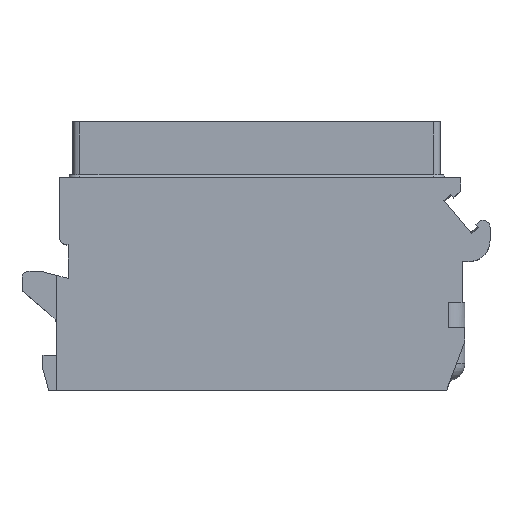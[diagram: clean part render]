
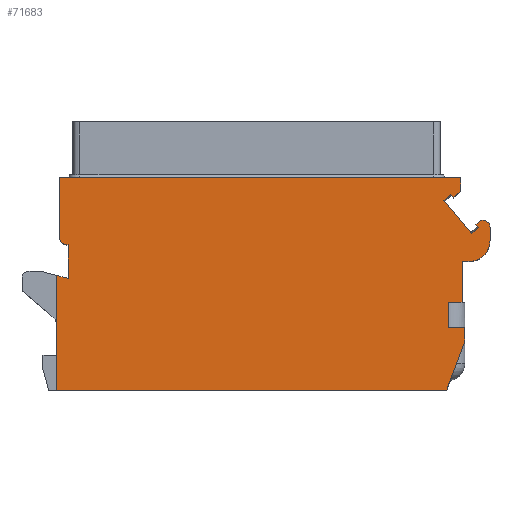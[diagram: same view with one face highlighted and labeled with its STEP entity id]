
A CAD part, top view. The second image highlights one B-rep face of the part: STEP entity #71683.
In plain terms, the highlighted planar face has unit normal (0, 0, 1).
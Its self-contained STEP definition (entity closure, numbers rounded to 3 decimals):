
#2636=DIRECTION('',(0.643,-0.766,0.));
#2637=VECTOR('',#2636,0.3);
#2638=CARTESIAN_POINT('',(15.698,11.873,7.));
#2639=LINE('',#2638,#2637);
#2640=DIRECTION('',(0.766,0.643,0.));
#2641=VECTOR('',#2640,0.236);
#2642=CARTESIAN_POINT('',(15.698,11.873,7.));
#2643=LINE('',#2642,#2641);
#2644=DIRECTION('',(0.,1.,0.));
#2645=VECTOR('',#2644,0.942);
#2646=CARTESIAN_POINT('',(16.7,10.7,7.));
#2647=LINE('',#2646,#2645);
#2648=DIRECTION('',(-1.,0.,0.));
#2649=VECTOR('',#2648,0.5);
#2650=CARTESIAN_POINT('',(15.2,9.2,7.));
#2651=LINE('',#2650,#2649);
#2652=DIRECTION('',(0.,-1.,0.));
#2653=VECTOR('',#2652,2.9);
#2654=CARTESIAN_POINT('',(14.7,9.2,7.));
#2655=LINE('',#2654,#2653);
#2656=DIRECTION('',(-1.,0.,0.));
#2657=VECTOR('',#2656,1.);
#2658=CARTESIAN_POINT('',(14.7,6.3,7.));
#2659=LINE('',#2658,#2657);
#2660=DIRECTION('',(0.,-1.,0.));
#2661=VECTOR('',#2660,1.8);
#2662=CARTESIAN_POINT('',(13.7,6.3,7.));
#2663=LINE('',#2662,#2661);
#2664=DIRECTION('',(1.,0.,0.));
#2665=VECTOR('',#2664,1.2);
#2666=CARTESIAN_POINT('',(13.7,4.5,7.));
#2667=LINE('',#2666,#2665);
#2668=DIRECTION('',(0.,-1.,0.));
#2669=VECTOR('',#2668,1.);
#2670=CARTESIAN_POINT('',(14.9,4.5,7.));
#2671=LINE('',#2670,#2669);
#2672=DIRECTION('',(-0.348,-0.937,0.));
#2673=VECTOR('',#2672,3.734);
#2674=CARTESIAN_POINT('',(14.9,3.5,7.));
#2675=LINE('',#2674,#2673);
#2676=DIRECTION('',(1.,0.,0.));
#2677=VECTOR('',#2676,27.9);
#2678=CARTESIAN_POINT('',(-14.3,0.,7.));
#2679=LINE('',#2678,#2677);
#2680=DIRECTION('',(0.966,-0.259,0.));
#2681=VECTOR('',#2680,0.828);
#2682=CARTESIAN_POINT('',(-14.3,8.205,7.));
#2683=LINE('',#2682,#2681);
#2684=DIRECTION('',(0.,1.,0.));
#2685=VECTOR('',#2684,2.409);
#2686=CARTESIAN_POINT('',(-13.5,7.991,7.));
#2687=LINE('',#2686,#2685);
#2688=DIRECTION('',(-1.,0.,0.));
#2689=VECTOR('',#2688,0.1);
#2690=CARTESIAN_POINT('',(-13.5,10.4,7.));
#2691=LINE('',#2690,#2689);
#2692=CARTESIAN_POINT('',(-13.6,10.9,7.));
#2693=DIRECTION('',(0.,0.,1.));
#2694=DIRECTION('',(-1.,0.,0.));
#2695=AXIS2_PLACEMENT_3D('',#2692,#2693,#2694);
#2697=DIRECTION('',(0.,-1.,0.));
#2698=VECTOR('',#2697,4.3);
#2699=CARTESIAN_POINT('',(-14.1,15.2,7.));
#2700=LINE('',#2699,#2698);
#2701=DIRECTION('',(-1.,0.,0.));
#2702=VECTOR('',#2701,28.7);
#2703=CARTESIAN_POINT('',(14.6,15.2,7.));
#2704=LINE('',#2703,#2702);
#2705=DIRECTION('',(0.,-1.,0.));
#2706=VECTOR('',#2705,0.985);
#2707=CARTESIAN_POINT('',(14.6,15.2,7.));
#2708=LINE('',#2707,#2706);
#2709=DIRECTION('',(-0.766,-0.643,0.));
#2710=VECTOR('',#2709,0.665);
#2711=CARTESIAN_POINT('',(14.6,14.215,7.));
#2712=LINE('',#2711,#2710);
#2713=DIRECTION('',(0.643,-0.766,0.));
#2714=VECTOR('',#2713,0.3);
#2715=CARTESIAN_POINT('',(13.898,14.018,7.));
#2716=LINE('',#2715,#2714);
#2717=DIRECTION('',(0.643,-0.766,0.));
#2718=VECTOR('',#2717,3.1);
#2719=CARTESIAN_POINT('',(13.4,13.6,7.));
#2720=LINE('',#2719,#2718);
#2733=CARTESIAN_POINT('',(16.2,11.642,7.));
#2734=DIRECTION('',(0.,0.,1.));
#2735=DIRECTION('',(1.,0.,0.));
#2736=AXIS2_PLACEMENT_3D('',#2733,#2734,#2735);
#2760=CARTESIAN_POINT('',(15.2,10.7,7.));
#2761=DIRECTION('',(0.,0.,-1.));
#2762=DIRECTION('',(1.,0.,0.));
#2763=AXIS2_PLACEMENT_3D('',#2760,#2761,#2762);
#2990=DIRECTION('',(0.,-1.,0.));
#2991=VECTOR('',#2990,8.205);
#2992=CARTESIAN_POINT('',(-14.3,8.205,7.));
#2993=LINE('',#2992,#2991);
#8656=DIRECTION('',(0.766,0.643,0.));
#8657=VECTOR('',#8656,0.65);
#8658=CARTESIAN_POINT('',(13.4,13.6,7.));
#8659=LINE('',#8658,#8657);
#8680=DIRECTION('',(-0.766,-0.643,0.));
#8681=VECTOR('',#8680,0.65);
#8682=CARTESIAN_POINT('',(15.891,11.643,7.));
#8683=LINE('',#8682,#8681);
#57283=CARTESIAN_POINT('',(-13.5,7.991,7.));
#57284=CARTESIAN_POINT('',(-13.5,10.4,7.));
#57285=VERTEX_POINT('',#57283);
#57286=VERTEX_POINT('',#57284);
#57287=CARTESIAN_POINT('',(-14.1,10.9,7.));
#57288=CARTESIAN_POINT('',(-13.6,10.4,7.));
#57289=VERTEX_POINT('',#57287);
#57290=VERTEX_POINT('',#57288);
#57291=CARTESIAN_POINT('',(-14.1,15.2,7.));
#57292=VERTEX_POINT('',#57291);
#57293=CARTESIAN_POINT('',(-14.3,8.205,7.));
#57295=VERTEX_POINT('',#57293);
#57305=CARTESIAN_POINT('',(-14.3,0.,7.));
#57306=VERTEX_POINT('',#57305);
#57349=CARTESIAN_POINT('',(14.7,9.2,7.));
#57351=VERTEX_POINT('',#57349);
#57365=CARTESIAN_POINT('',(14.7,6.3,7.));
#57366=CARTESIAN_POINT('',(13.7,6.3,7.));
#57367=VERTEX_POINT('',#57365);
#57368=VERTEX_POINT('',#57366);
#57369=CARTESIAN_POINT('',(13.7,4.5,7.));
#57370=VERTEX_POINT('',#57369);
#57371=CARTESIAN_POINT('',(14.9,4.5,7.));
#57372=VERTEX_POINT('',#57371);
#57373=CARTESIAN_POINT('',(14.9,3.5,7.));
#57374=VERTEX_POINT('',#57373);
#57375=CARTESIAN_POINT('',(13.6,0.,7.));
#57376=VERTEX_POINT('',#57375);
#57378=CARTESIAN_POINT('',(16.7,10.7,7.));
#57380=VERTEX_POINT('',#57378);
#57382=CARTESIAN_POINT('',(15.2,9.2,7.));
#57384=VERTEX_POINT('',#57382);
#57406=CARTESIAN_POINT('',(14.6,15.2,7.));
#57407=CARTESIAN_POINT('',(14.6,14.215,7.));
#57408=VERTEX_POINT('',#57406);
#57409=VERTEX_POINT('',#57407);
#57411=CARTESIAN_POINT('',(16.7,11.642,7.));
#57413=VERTEX_POINT('',#57411);
#57415=CARTESIAN_POINT('',(15.879,12.025,7.));
#57417=VERTEX_POINT('',#57415);
#59660=CARTESIAN_POINT('',(15.393,11.225,7.));
#59662=VERTEX_POINT('',#59660);
#59670=CARTESIAN_POINT('',(13.4,13.6,7.));
#59671=VERTEX_POINT('',#59670);
#59676=CARTESIAN_POINT('',(14.091,13.788,7.));
#59677=VERTEX_POINT('',#59676);
#59679=CARTESIAN_POINT('',(13.898,14.018,7.));
#59681=VERTEX_POINT('',#59679);
#59686=CARTESIAN_POINT('',(15.698,11.873,7.));
#59687=VERTEX_POINT('',#59686);
#59688=CARTESIAN_POINT('',(15.891,11.643,7.));
#59690=VERTEX_POINT('',#59688);
#71627=CARTESIAN_POINT('',(0.,0.,7.));
#71628=DIRECTION('',(0.,0.,1.));
#71629=DIRECTION('',(1.,0.,0.));
#71630=AXIS2_PLACEMENT_3D('',#71627,#71628,#71629);
#71631=PLANE('',#71630);
#71632=ORIENTED_EDGE('',*,*,#71617,.F.);
#71634=ORIENTED_EDGE('',*,*,#71633,.T.);
#71636=ORIENTED_EDGE('',*,*,#71635,.F.);
#71638=ORIENTED_EDGE('',*,*,#71637,.F.);
#71640=ORIENTED_EDGE('',*,*,#71639,.T.);
#71642=ORIENTED_EDGE('',*,*,#71641,.T.);
#71644=ORIENTED_EDGE('',*,*,#71643,.T.);
#71646=ORIENTED_EDGE('',*,*,#71645,.T.);
#71648=ORIENTED_EDGE('',*,*,#71647,.T.);
#71650=ORIENTED_EDGE('',*,*,#71649,.T.);
#71652=ORIENTED_EDGE('',*,*,#71651,.T.);
#71654=ORIENTED_EDGE('',*,*,#71653,.T.);
#71656=ORIENTED_EDGE('',*,*,#71655,.F.);
#71658=ORIENTED_EDGE('',*,*,#71657,.F.);
#71660=ORIENTED_EDGE('',*,*,#71659,.T.);
#71662=ORIENTED_EDGE('',*,*,#71661,.T.);
#71664=ORIENTED_EDGE('',*,*,#71663,.T.);
#71666=ORIENTED_EDGE('',*,*,#71665,.F.);
#71668=ORIENTED_EDGE('',*,*,#71667,.F.);
#71669=ORIENTED_EDGE('',*,*,#71498,.F.);
#71670=ORIENTED_EDGE('',*,*,#71533,.T.);
#71672=ORIENTED_EDGE('',*,*,#71671,.T.);
#71674=ORIENTED_EDGE('',*,*,#71673,.F.);
#71676=ORIENTED_EDGE('',*,*,#71675,.F.);
#71678=ORIENTED_EDGE('',*,*,#71677,.T.);
#71680=ORIENTED_EDGE('',*,*,#71679,.F.);
#71681=EDGE_LOOP('',(#71632,#71634,#71636,#71638,#71640,#71642,#71644,#71646,
#71648,#71650,#71652,#71654,#71656,#71658,#71660,#71662,#71664,#71666,#71668,
#71669,#71670,#71672,#71674,#71676,#71678,#71680));
#71682=FACE_OUTER_BOUND('',#71681,.F.);
#71683=ADVANCED_FACE('',(#71682),#71631,.T.);
#2696=CIRCLE('',#2695,0.5);
#2737=CIRCLE('',#2736,0.5);
#2764=CIRCLE('',#2763,1.5);
#71498=EDGE_CURVE('',#57408,#57292,#2704,.T.);
#71533=EDGE_CURVE('',#57408,#57409,#2708,.T.);
#71617=EDGE_CURVE('',#59687,#59690,#2639,.T.);
#71633=EDGE_CURVE('',#59687,#57417,#2643,.T.);
#71635=EDGE_CURVE('',#57413,#57417,#2737,.T.);
#71637=EDGE_CURVE('',#57380,#57413,#2647,.T.);
#71639=EDGE_CURVE('',#57380,#57384,#2764,.T.);
#71641=EDGE_CURVE('',#57384,#57351,#2651,.T.);
#71643=EDGE_CURVE('',#57351,#57367,#2655,.T.);
#71645=EDGE_CURVE('',#57367,#57368,#2659,.T.);
#71647=EDGE_CURVE('',#57368,#57370,#2663,.T.);
#71649=EDGE_CURVE('',#57370,#57372,#2667,.T.);
#71651=EDGE_CURVE('',#57372,#57374,#2671,.T.);
#71653=EDGE_CURVE('',#57374,#57376,#2675,.T.);
#71655=EDGE_CURVE('',#57306,#57376,#2679,.T.);
#71657=EDGE_CURVE('',#57295,#57306,#2993,.T.);
#71659=EDGE_CURVE('',#57295,#57285,#2683,.T.);
#71661=EDGE_CURVE('',#57285,#57286,#2687,.T.);
#71663=EDGE_CURVE('',#57286,#57290,#2691,.T.);
#71665=EDGE_CURVE('',#57289,#57290,#2696,.T.);
#71667=EDGE_CURVE('',#57292,#57289,#2700,.T.);
#71671=EDGE_CURVE('',#57409,#59677,#2712,.T.);
#71673=EDGE_CURVE('',#59681,#59677,#2716,.T.);
#71675=EDGE_CURVE('',#59671,#59681,#8659,.T.);
#71677=EDGE_CURVE('',#59671,#59662,#2720,.T.);
#71679=EDGE_CURVE('',#59690,#59662,#8683,.T.);
